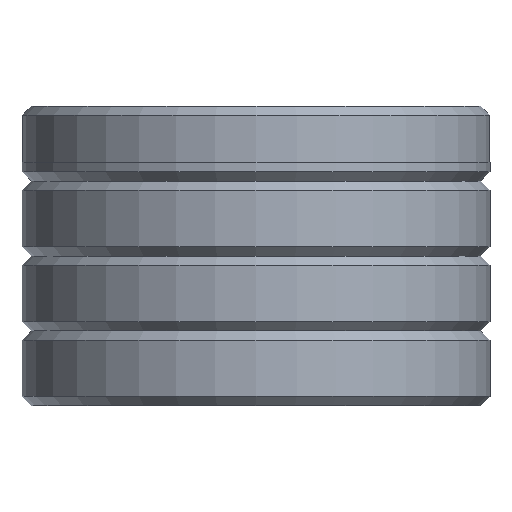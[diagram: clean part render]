
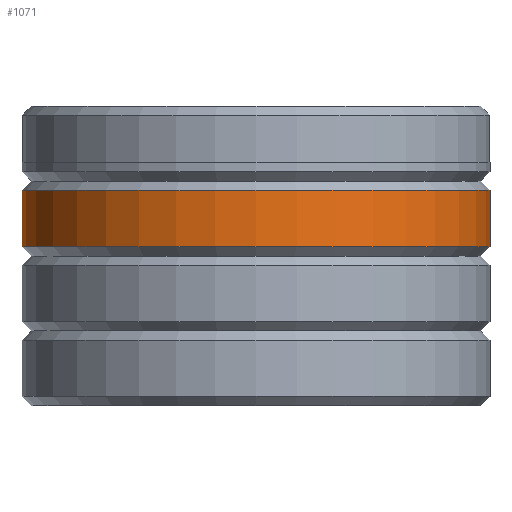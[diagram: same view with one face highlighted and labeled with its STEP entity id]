
A CAD part, front view. The second image highlights one B-rep face of the part: STEP entity #1071.
In plain terms, the highlighted cylindrical face has radius 12.5 mm (diameter 25 mm), a partial arc.
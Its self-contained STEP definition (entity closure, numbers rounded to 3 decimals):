
#60 = AXIS2_PLACEMENT_3D ( 'NONE', #1343, #450, #1490 ) ;
#96 = CIRCLE ( 'NONE', #1202, 12.5 ) ;
#157 = AXIS2_PLACEMENT_3D ( 'NONE', #1761, #279, #1623 ) ;
#276 = DIRECTION ( 'NONE',  ( 0., 0., -1. ) ) ;
#279 = DIRECTION ( 'NONE',  ( 0., 0., -1. ) ) ;
#291 = LINE ( 'NONE', #1059, #1010 ) ;
#401 = EDGE_CURVE ( 'NONE', #1205, #930, #96, .T. ) ;
#450 = DIRECTION ( 'NONE',  ( 0., 0., -1. ) ) ;
#557 = CARTESIAN_POINT ( 'NONE',  ( -12.5, 0., 8.5 ) ) ;
#770 = CARTESIAN_POINT ( 'NONE',  ( -12.5, 0., 11.5 ) ) ;
#785 = CYLINDRICAL_SURFACE ( 'NONE', #157, 12.5 ) ;
#809 = EDGE_CURVE ( 'NONE', #930, #1531, #1628, .T. ) ;
#846 = EDGE_LOOP ( 'NONE', ( #1452, #1659, #1736, #950 ) ) ;
#847 = DIRECTION ( 'NONE',  ( 0., 0., -1. ) ) ;
#902 = EDGE_CURVE ( 'NONE', #1205, #1112, #291, .T. ) ;
#910 = DIRECTION ( 'NONE',  ( 0., 0., -1. ) ) ;
#930 = VERTEX_POINT ( 'NONE', #770 ) ;
#950 = ORIENTED_EDGE ( 'NONE', *, *, #1072, .F. ) ;
#1010 = VECTOR ( 'NONE', #910, 1000. ) ;
#1059 = CARTESIAN_POINT ( 'NONE',  ( 12.5, 0., 16. ) ) ;
#1071 = ADVANCED_FACE ( 'NONE', ( #1932 ), #785, .T. ) ;
#1072 = EDGE_CURVE ( 'NONE', #1112, #1531, #1166, .T. ) ;
#1112 = VERTEX_POINT ( 'NONE', #1363 ) ;
#1166 = CIRCLE ( 'NONE', #60, 12.5 ) ;
#1188 = CARTESIAN_POINT ( 'NONE',  ( -12.5, 0., 16. ) ) ;
#1202 = AXIS2_PLACEMENT_3D ( 'NONE', #1705, #847, #1848 ) ;
#1205 = VERTEX_POINT ( 'NONE', #1674 ) ;
#1343 = CARTESIAN_POINT ( 'NONE',  ( 0., 0., 8.5 ) ) ;
#1363 = CARTESIAN_POINT ( 'NONE',  ( 12.5, 0., 8.5 ) ) ;
#1452 = ORIENTED_EDGE ( 'NONE', *, *, #902, .F. ) ;
#1490 = DIRECTION ( 'NONE',  ( -1., 0., 0. ) ) ;
#1496 = VECTOR ( 'NONE', #276, 1000. ) ;
#1531 = VERTEX_POINT ( 'NONE', #557 ) ;
#1623 = DIRECTION ( 'NONE',  ( -1., 0., 0. ) ) ;
#1628 = LINE ( 'NONE', #1188, #1496 ) ;
#1659 = ORIENTED_EDGE ( 'NONE', *, *, #401, .T. ) ;
#1674 = CARTESIAN_POINT ( 'NONE',  ( 12.5, 0., 11.5 ) ) ;
#1705 = CARTESIAN_POINT ( 'NONE',  ( 0., 0., 11.5 ) ) ;
#1736 = ORIENTED_EDGE ( 'NONE', *, *, #809, .T. ) ;
#1761 = CARTESIAN_POINT ( 'NONE',  ( 0., 0., 16. ) ) ;
#1848 = DIRECTION ( 'NONE',  ( -1., 0., 0. ) ) ;
#1932 = FACE_OUTER_BOUND ( 'NONE', #846, .T. ) ;
